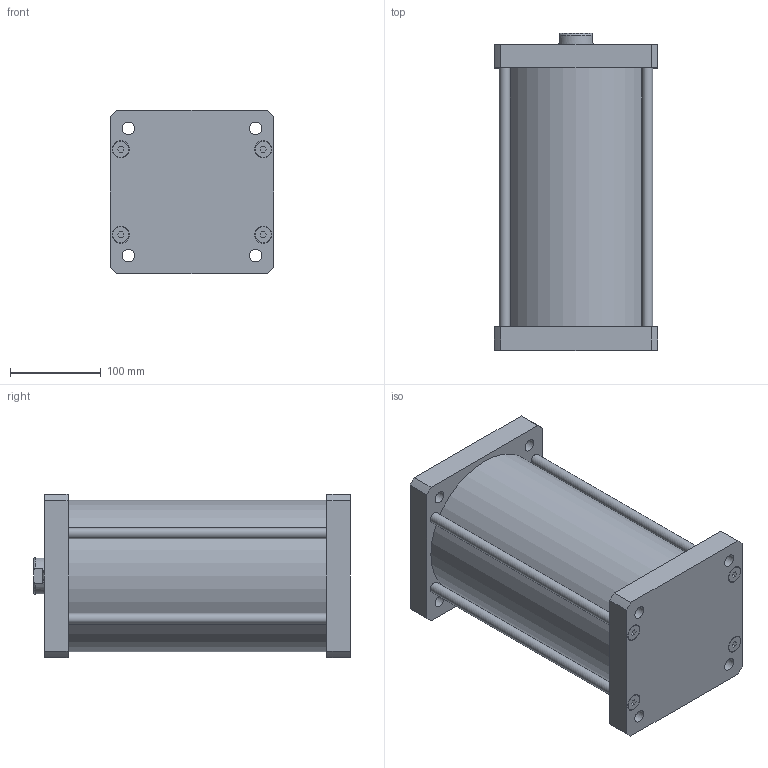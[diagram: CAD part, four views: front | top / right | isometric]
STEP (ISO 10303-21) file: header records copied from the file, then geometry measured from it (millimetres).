
FILE_DESCRIPTION((''),'2;1');
FILE_NAME('KDM160.250.GS.F.stp','2011-09-05T12:47:44',('Administrator'),(''),'Autodesk Inventor 2012','Autodesk Inventor 2012','');
FILE_SCHEMA(('AUTOMOTIVE_DESIGN { 1 0 10303 214 1 1 1 1 }'));
Length unit declared in the file: millimetre
Products named in the file (1): KDM160.250.GS.F
Bounding box: 180 x 349 x 180 mm (x, y, z)
Volume: 8015724.5 mm3; surface area: 336704.3 mm2
Topology: 1 solids, 1 shells, 139 faces, 330 edges, 222 vertices
Faces by surface type: plane 91, cylinder 43, cone 3, torus 2
Full cylindrical faces by diameter (mm): 12 x4, 13.835 x8, 14.95 x2, 17.294 x1, 18 x8, 19 x8, 20.25 x1, 40 x1, 43 x1, 167 x1
Entity records: 3972 total; most frequent: CARTESIAN_POINT 672, DIRECTION 646, ORIENTED_EDGE 558, EDGE_CURVE 279, AXIS2_PLACEMENT_3D 231, EDGE_LOOP 230, VERTEX_POINT 209, VECTOR 184
